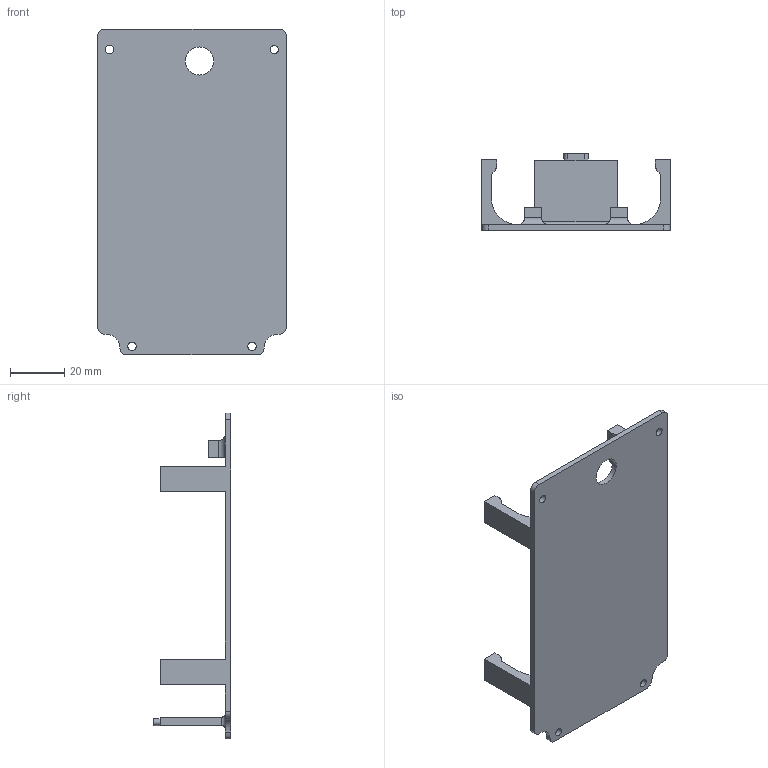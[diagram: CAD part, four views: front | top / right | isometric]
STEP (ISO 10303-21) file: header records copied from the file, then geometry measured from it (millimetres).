
FILE_DESCRIPTION (( 'STEP AP214' ), '1' );
FILE_NAME ('Battery Base INDUCTION CHARGE.STEP', '2020-05-13T18:58:38', ( '' ), ( '' ), 'SwSTEP 2.0', 'SolidWorks 2018', '' );
FILE_SCHEMA (( 'AUTOMOTIVE_DESIGN' ));
Length unit declared in the file: inch
Products named in the file (2): Battery Base INDUCTION CHARGE
Bounding box: 69.85 x 28.7 x 120.65 mm (x, y, z)
Volume: 24020.7 mm3; surface area: 22020.3 mm2
Topology: 1 solids, 1 shells, 94 faces, 251 edges, 166 vertices
Faces by surface type: plane 53, cylinder 41
Full cylindrical faces by diameter (mm): 1.778 x4, 3.048 x3, 3.175 x1, 10.414 x1
Entity records: 2923 total; most frequent: CARTESIAN_POINT 520, DIRECTION 488, ORIENTED_EDGE 476, EDGE_CURVE 238, VECTOR 164, LINE 164, AXIS2_PLACEMENT_3D 162, VERTEX_POINT 162
